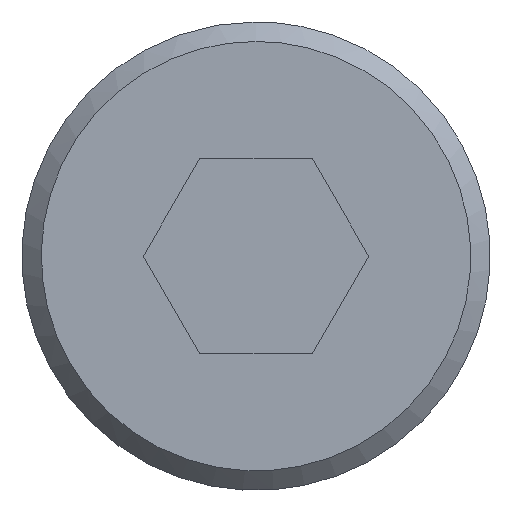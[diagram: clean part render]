
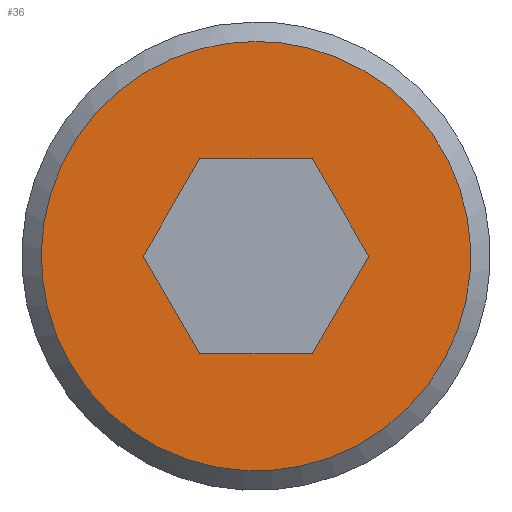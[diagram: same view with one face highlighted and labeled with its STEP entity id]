
A CAD part, front view. The second image highlights one B-rep face of the part: STEP entity #36.
In plain terms, the highlighted planar face has unit normal (0, -1, 0).
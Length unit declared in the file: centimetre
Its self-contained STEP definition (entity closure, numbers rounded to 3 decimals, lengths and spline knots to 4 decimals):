
#24=FACE_BOUND('',#63,.T.);
#36=ADVANCED_FACE('',(#49,#24),#203,.T.);
#49=FACE_OUTER_BOUND('',#62,.T.);
#62=EDGE_LOOP('',(#109));
#63=EDGE_LOOP('',(#110,#111,#112,#113,#114,#115));
#109=ORIENTED_EDGE('',*,*,#144,.T.);
#110=ORIENTED_EDGE('',*,*,#141,.T.);
#111=ORIENTED_EDGE('',*,*,#139,.T.);
#112=ORIENTED_EDGE('',*,*,#136,.T.);
#113=ORIENTED_EDGE('',*,*,#134,.T.);
#114=ORIENTED_EDGE('',*,*,#131,.T.);
#115=ORIENTED_EDGE('',*,*,#128,.T.);
#128=EDGE_CURVE('',#187,#186,#154,.T.);
#131=EDGE_CURVE('',#188,#187,#157,.T.);
#134=EDGE_CURVE('',#189,#188,#160,.T.);
#136=EDGE_CURVE('',#190,#189,#162,.T.);
#139=EDGE_CURVE('',#191,#190,#165,.T.);
#141=EDGE_CURVE('',#186,#191,#167,.T.);
#144=EDGE_CURVE('',#193,#193,#173,.T.);
#154=B_SPLINE_CURVE_WITH_KNOTS('',1,(#371,#372),.UNSPECIFIED.,.F.,.F.,(2,
2),(-1.4434,0.),.UNSPECIFIED.);
#157=B_SPLINE_CURVE_WITH_KNOTS('',1,(#377,#378),.UNSPECIFIED.,.F.,.F.,(2,
2),(-2.8868,-1.4434),.UNSPECIFIED.);
#160=B_SPLINE_CURVE_WITH_KNOTS('',1,(#383,#384),.UNSPECIFIED.,.F.,.F.,(2,
2),(-4.3301,-2.8868),.UNSPECIFIED.);
#162=B_SPLINE_CURVE_WITH_KNOTS('',1,(#387,#388),.UNSPECIFIED.,.F.,.F.,(2,
2),(-5.7735,-4.3301),.UNSPECIFIED.);
#165=B_SPLINE_CURVE_WITH_KNOTS('',1,(#393,#394),.UNSPECIFIED.,.F.,.F.,(2,
2),(-7.2169,-5.7735),.UNSPECIFIED.);
#167=B_SPLINE_CURVE_WITH_KNOTS('',1,(#397,#398),.UNSPECIFIED.,.F.,.F.,(2,
2),(-8.6603,-7.2169),.UNSPECIFIED.);
#173=(
BOUNDED_CURVE()
B_SPLINE_CURVE(2,(#410,#411,#412,#413,#414,#415,#416,#417,#418),
 .UNSPECIFIED.,.T.,.F.)
B_SPLINE_CURVE_WITH_KNOTS((3,2,2,2,3),(0.,4.3196,8.6392,
12.9587,17.2783),.UNSPECIFIED.)
CURVE()
GEOMETRIC_REPRESENTATION_ITEM()
RATIONAL_B_SPLINE_CURVE((1.,0.707,1.,0.707,1.,0.707,
1.,0.707,1.))
REPRESENTATION_ITEM('')
);
#186=VERTEX_POINT('',#342);
#187=VERTEX_POINT('',#343);
#188=VERTEX_POINT('',#344);
#189=VERTEX_POINT('',#345);
#190=VERTEX_POINT('',#346);
#191=VERTEX_POINT('',#347);
#193=VERTEX_POINT('',#349);
#203=PLANE('',#236);
#236=AXIS2_PLACEMENT_3D('',#314,#248,$);
#248=DIRECTION('',(0.,-1.,0.));
#314=CARTESIAN_POINT('',(33.75,-23.,6.75));
#342=CARTESIAN_POINT('',(36.7783,-23.,4.25));
#343=CARTESIAN_POINT('',(36.0566,-23.,3.));
#344=CARTESIAN_POINT('',(36.7783,-23.,1.75));
#345=CARTESIAN_POINT('',(38.2217,-23.,1.75));
#346=CARTESIAN_POINT('',(38.9434,-23.,3.));
#347=CARTESIAN_POINT('',(38.2217,-23.,4.25));
#349=CARTESIAN_POINT('',(37.5,-23.,5.75));
#371=CARTESIAN_POINT('',(36.0566,-23.,3.));
#372=CARTESIAN_POINT('',(36.7783,-23.,4.25));
#377=CARTESIAN_POINT('',(36.7783,-23.,1.75));
#378=CARTESIAN_POINT('',(36.0566,-23.,3.));
#383=CARTESIAN_POINT('',(38.2217,-23.,1.75));
#384=CARTESIAN_POINT('',(36.7783,-23.,1.75));
#387=CARTESIAN_POINT('',(38.9434,-23.,3.));
#388=CARTESIAN_POINT('',(38.2217,-23.,1.75));
#393=CARTESIAN_POINT('',(38.2217,-23.,4.25));
#394=CARTESIAN_POINT('',(38.9434,-23.,3.));
#397=CARTESIAN_POINT('',(36.7783,-23.,4.25));
#398=CARTESIAN_POINT('',(38.2217,-23.,4.25));
#410=CARTESIAN_POINT('',(37.5,-23.,5.75));
#411=CARTESIAN_POINT('',(34.75,-23.,5.75));
#412=CARTESIAN_POINT('',(34.75,-23.,3.));
#413=CARTESIAN_POINT('',(34.75,-23.,0.25));
#414=CARTESIAN_POINT('',(37.5,-23.,0.25));
#415=CARTESIAN_POINT('',(40.25,-23.,0.25));
#416=CARTESIAN_POINT('',(40.25,-23.,3.));
#417=CARTESIAN_POINT('',(40.25,-23.,5.75));
#418=CARTESIAN_POINT('',(37.5,-23.,5.75));
